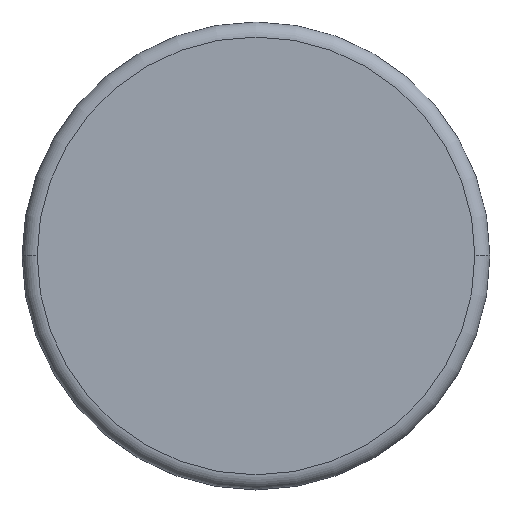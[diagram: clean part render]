
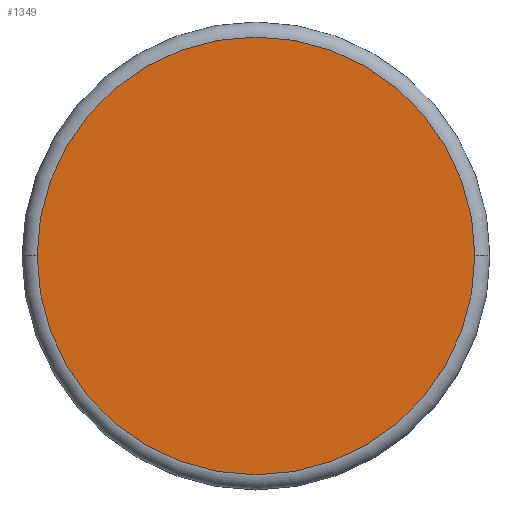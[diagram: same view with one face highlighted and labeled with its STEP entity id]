
A CAD part, top view. The second image highlights one B-rep face of the part: STEP entity #1349.
In plain terms, the highlighted planar face has unit normal (0, 0, 1).
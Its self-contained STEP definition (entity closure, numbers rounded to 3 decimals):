
#1269=CARTESIAN_POINT('',(-4.35,0.,10.0));
#1270=VERTEX_POINT('',#1269);
#1278=CARTESIAN_POINT('',(4.35,0.0,10.0));
#1279=VERTEX_POINT('',#1278);
#1280=CARTESIAN_POINT('',(0.0,0.0,10.0));
#1281=DIRECTION('',(0.0,0.0,-1.0));
#1282=DIRECTION('',(-1.0,0.0,0.0));
#1283=AXIS2_PLACEMENT_3D('',#1280,#1281,#1282);
#1284=CIRCLE('',#1283,4.35);
#1285=EDGE_CURVE('',#1270,#1279,#1284,.T.);
#1312=CARTESIAN_POINT('',(0.0,0.0,10.0));
#1313=DIRECTION('',(0.0,0.0,-1.0));
#1314=DIRECTION('',(-1.0,0.0,0.0));
#1315=AXIS2_PLACEMENT_3D('',#1312,#1313,#1314);
#1316=CIRCLE('',#1315,4.35);
#1317=EDGE_CURVE('',#1279,#1270,#1316,.T.);
#1340=CARTESIAN_POINT('',(0.0,0.0,10.0));
#1341=DIRECTION('',(0.0,0.0,1.0));
#1342=DIRECTION('',(1.0,0.0,0.0));
#1343=AXIS2_PLACEMENT_3D('',#1340,#1341,#1342);
#1344=PLANE('',#1343);
#1345=ORIENTED_EDGE('',*,*,#1317,.F.);
#1346=ORIENTED_EDGE('',*,*,#1285,.F.);
#1347=EDGE_LOOP('',(#1345,#1346));
#1348=FACE_OUTER_BOUND('',#1347,.T.);
#1349=ADVANCED_FACE('',(#1348),#1344,.T.);
